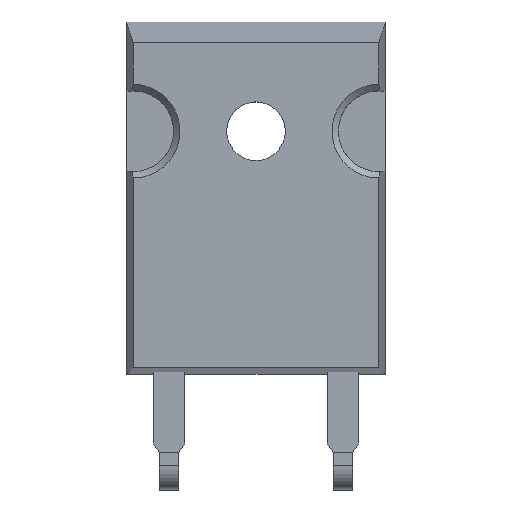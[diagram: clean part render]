
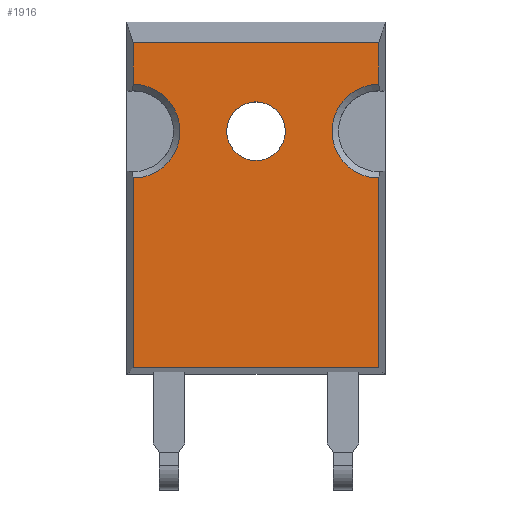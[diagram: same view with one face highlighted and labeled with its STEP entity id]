
A CAD part, top view. The second image highlights one B-rep face of the part: STEP entity #1916.
In plain terms, the highlighted planar face has unit normal (0, 0, 1).
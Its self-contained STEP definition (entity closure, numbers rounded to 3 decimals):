
#1089=CARTESIAN_POINT('',(-1.84,22.,5.2));
#1090=VERTEX_POINT('',#1089);
#1106=CARTESIAN_POINT('',(1.84,22.,5.2));
#1107=VERTEX_POINT('',#1106);
#1114=CARTESIAN_POINT('',(0.,22.,5.2));
#1115=DIRECTION('',(0.0,0.0,-1.0));
#1116=DIRECTION('',(-1.0,0.0,0.0));
#1117=AXIS2_PLACEMENT_3D('',#1114,#1115,#1116);
#1118=CIRCLE('',#1117,1.84);
#1119=EDGE_CURVE('',#1090,#1107,#1118,.T.);
#1515=CARTESIAN_POINT('',(-7.71,19.06,5.2));
#1516=VERTEX_POINT('',#1515);
#1530=CARTESIAN_POINT('',(-7.71,24.94,5.2));
#1531=VERTEX_POINT('',#1530);
#1532=CARTESIAN_POINT('',(-7.71,22.,5.2));
#1533=DIRECTION('',(0.0,0.0,1.0));
#1534=DIRECTION('',(1.0,0.0,0.0));
#1535=AXIS2_PLACEMENT_3D('',#1532,#1533,#1534);
#1536=CIRCLE('',#1535,2.94);
#1537=EDGE_CURVE('',#1516,#1531,#1536,.T.);
#1587=CARTESIAN_POINT('',(-7.71,7.153,5.2));
#1588=VERTEX_POINT('',#1587);
#1595=CARTESIAN_POINT('',(-7.71,7.153,5.2));
#1596=DIRECTION('',(0.0,1.0,0.0));
#1597=VECTOR('',#1596,11.907);
#1598=LINE('',#1595,#1597);
#1599=EDGE_CURVE('',#1588,#1516,#1598,.T.);
#1637=CARTESIAN_POINT('',(7.71,24.94,5.2));
#1638=VERTEX_POINT('',#1637);
#1652=CARTESIAN_POINT('',(7.71,19.06,5.2));
#1653=VERTEX_POINT('',#1652);
#1654=CARTESIAN_POINT('',(7.71,22.,5.2));
#1655=DIRECTION('',(0.0,0.0,1.0));
#1656=DIRECTION('',(-1.0,0.0,0.0));
#1657=AXIS2_PLACEMENT_3D('',#1654,#1655,#1656);
#1658=CIRCLE('',#1657,2.94);
#1659=EDGE_CURVE('',#1638,#1653,#1658,.T.);
#1709=CARTESIAN_POINT('',(7.71,27.567,5.2));
#1710=VERTEX_POINT('',#1709);
#1717=CARTESIAN_POINT('',(7.71,27.567,5.2));
#1718=DIRECTION('',(0.0,-1.0,0.0));
#1719=VECTOR('',#1718,2.627);
#1720=LINE('',#1717,#1719);
#1721=EDGE_CURVE('',#1710,#1638,#1720,.T.);
#1788=CARTESIAN_POINT('',(-7.71,27.567,5.2));
#1789=VERTEX_POINT('',#1788);
#1790=CARTESIAN_POINT('',(-7.71,24.94,5.2));
#1791=DIRECTION('',(0.0,1.0,0.0));
#1792=VECTOR('',#1791,2.627);
#1793=LINE('',#1790,#1792);
#1794=EDGE_CURVE('',#1531,#1789,#1793,.T.);
#1820=CARTESIAN_POINT('',(0.,22.,5.2));
#1821=DIRECTION('',(0.0,0.0,-1.0));
#1822=DIRECTION('',(-1.0,0.0,0.0));
#1823=AXIS2_PLACEMENT_3D('',#1820,#1821,#1822);
#1824=CIRCLE('',#1823,1.84);
#1825=EDGE_CURVE('',#1107,#1090,#1824,.T.);
#1844=CARTESIAN_POINT('',(7.71,7.153,5.2));
#1845=VERTEX_POINT('',#1844);
#1846=CARTESIAN_POINT('',(7.71,19.06,5.2));
#1847=DIRECTION('',(0.0,-1.0,0.0));
#1848=VECTOR('',#1847,11.907);
#1849=LINE('',#1846,#1848);
#1850=EDGE_CURVE('',#1653,#1845,#1849,.T.);
#1876=CARTESIAN_POINT('',(-7.71,7.153,5.2));
#1877=DIRECTION('',(1.0,0.0,0.0));
#1878=VECTOR('',#1877,15.42);
#1879=LINE('',#1876,#1878);
#1880=EDGE_CURVE('',#1588,#1845,#1879,.T.);
#1892=CARTESIAN_POINT('',(-8.1,7.153,5.2));
#1893=DIRECTION('',(0.0,0.0,1.0));
#1894=DIRECTION('',(1.0,0.0,0.0));
#1895=AXIS2_PLACEMENT_3D('',#1892,#1893,#1894);
#1896=PLANE('',#1895);
#1897=ORIENTED_EDGE('',*,*,#1537,.F.);
#1898=ORIENTED_EDGE('',*,*,#1599,.F.);
#1899=ORIENTED_EDGE('',*,*,#1880,.T.);
#1900=ORIENTED_EDGE('',*,*,#1850,.F.);
#1901=ORIENTED_EDGE('',*,*,#1659,.F.);
#1902=ORIENTED_EDGE('',*,*,#1721,.F.);
#1903=CARTESIAN_POINT('',(-7.71,27.567,5.2));
#1904=DIRECTION('',(1.0,0.0,0.0));
#1905=VECTOR('',#1904,15.42);
#1906=LINE('',#1903,#1905);
#1907=EDGE_CURVE('',#1789,#1710,#1906,.T.);
#1908=ORIENTED_EDGE('',*,*,#1907,.F.);
#1909=ORIENTED_EDGE('',*,*,#1794,.F.);
#1910=EDGE_LOOP('',(#1897,#1898,#1899,#1900,#1901,#1902,#1908,#1909));
#1911=FACE_OUTER_BOUND('',#1910,.T.);
#1912=ORIENTED_EDGE('',*,*,#1119,.T.);
#1913=ORIENTED_EDGE('',*,*,#1825,.T.);
#1914=EDGE_LOOP('',(#1912,#1913));
#1915=FACE_BOUND('',#1914,.T.);
#1916=ADVANCED_FACE('',(#1911,#1915),#1896,.T.);
